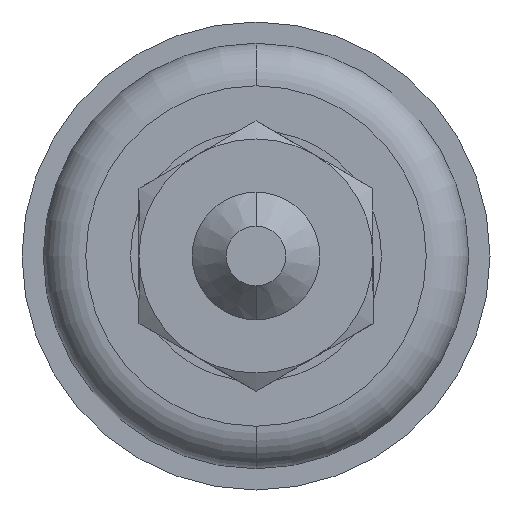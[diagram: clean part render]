
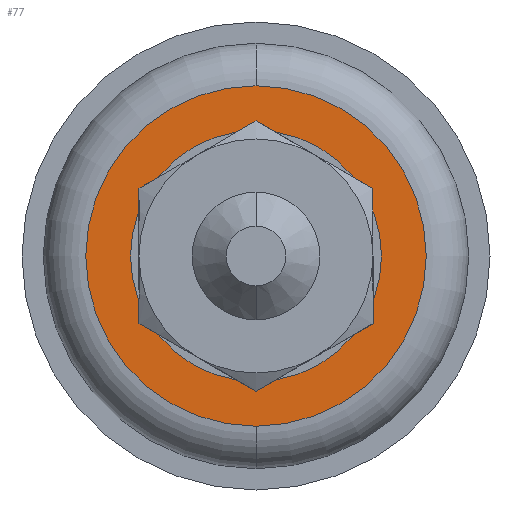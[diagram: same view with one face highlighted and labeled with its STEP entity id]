
A CAD part, front view. The second image highlights one B-rep face of the part: STEP entity #77.
In plain terms, the highlighted face is planar.
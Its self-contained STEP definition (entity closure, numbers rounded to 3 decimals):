
#14 = CARTESIAN_POINT ( 'NONE',  ( -4., 0., 0.5 ) ) ;
#77 = ADVANCED_FACE ( 'NONE', ( #552, #1499 ), #416, .T. ) ;
#106 = DIRECTION ( 'NONE',  ( 1., 0., 0. ) ) ;
#117 = CARTESIAN_POINT ( 'NONE',  ( 0., 0., 0.5 ) ) ;
#137 = ORIENTED_EDGE ( 'NONE', *, *, #1952, .F. ) ;
#216 = VERTEX_POINT ( 'NONE', #313 ) ;
#223 = CARTESIAN_POINT ( 'NONE',  ( 0., 0., 0.5 ) ) ;
#240 = AXIS2_PLACEMENT_3D ( 'NONE', #528, #538, #782 ) ;
#313 = CARTESIAN_POINT ( 'NONE',  ( -1.5, 0., 0.5 ) ) ;
#361 = EDGE_LOOP ( 'NONE', ( #137, #599 ) ) ;
#374 = EDGE_CURVE ( 'NONE', #1081, #216, #1620, .T. ) ;
#416 = PLANE ( 'NONE',  #1807 ) ;
#524 = ORIENTED_EDGE ( 'NONE', *, *, #911, .T. ) ;
#528 = CARTESIAN_POINT ( 'NONE',  ( 0., 0., 0.5 ) ) ;
#538 = DIRECTION ( 'NONE',  ( 0., 0., 1. ) ) ;
#552 = FACE_OUTER_BOUND ( 'NONE', #1045, .T. ) ;
#592 = VERTEX_POINT ( 'NONE', #889 ) ;
#599 = ORIENTED_EDGE ( 'NONE', *, *, #374, .F. ) ;
#646 = EDGE_CURVE ( 'NONE', #689, #592, #1166, .T. ) ;
#689 = VERTEX_POINT ( 'NONE', #14 ) ;
#703 = DIRECTION ( 'NONE',  ( 0., 0., 1. ) ) ;
#782 = DIRECTION ( 'NONE',  ( 1., 0., 0. ) ) ;
#853 = CARTESIAN_POINT ( 'NONE',  ( 0., 0., 0.5 ) ) ;
#859 = AXIS2_PLACEMENT_3D ( 'NONE', #853, #703, #1892 ) ;
#882 = CIRCLE ( 'NONE', #240, 4. ) ;
#889 = CARTESIAN_POINT ( 'NONE',  ( 4., 0., 0.5 ) ) ;
#911 = EDGE_CURVE ( 'NONE', #592, #689, #882, .T. ) ;
#980 = AXIS2_PLACEMENT_3D ( 'NONE', #223, #1005, #1274 ) ;
#1005 = DIRECTION ( 'NONE',  ( 0., 0., 1. ) ) ;
#1022 = DIRECTION ( 'NONE',  ( 0., 0., 1. ) ) ;
#1045 = EDGE_LOOP ( 'NONE', ( #1517, #524 ) ) ;
#1051 = DIRECTION ( 'NONE',  ( 1., 0., 0. ) ) ;
#1081 = VERTEX_POINT ( 'NONE', #1126 ) ;
#1126 = CARTESIAN_POINT ( 'NONE',  ( 1.5, 0., 0.5 ) ) ;
#1156 = CARTESIAN_POINT ( 'NONE',  ( 0., 0., 0.5 ) ) ;
#1166 = CIRCLE ( 'NONE', #1935, 4. ) ;
#1274 = DIRECTION ( 'NONE',  ( 1., 0., 0. ) ) ;
#1499 = FACE_BOUND ( 'NONE', #361, .T. ) ;
#1517 = ORIENTED_EDGE ( 'NONE', *, *, #646, .T. ) ;
#1620 = CIRCLE ( 'NONE', #980, 1.5 ) ;
#1707 = DIRECTION ( 'NONE',  ( 0., 0., 1. ) ) ;
#1726 = CIRCLE ( 'NONE', #859, 1.5 ) ;
#1807 = AXIS2_PLACEMENT_3D ( 'NONE', #1156, #1022, #106 ) ;
#1892 = DIRECTION ( 'NONE',  ( 1., 0., 0. ) ) ;
#1935 = AXIS2_PLACEMENT_3D ( 'NONE', #117, #1707, #1051 ) ;
#1952 = EDGE_CURVE ( 'NONE', #216, #1081, #1726, .T. ) ;
